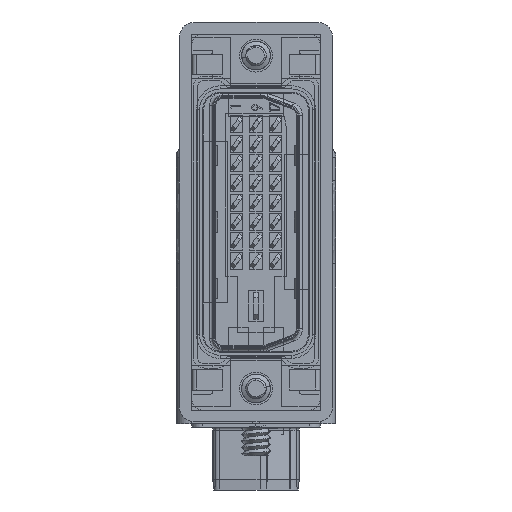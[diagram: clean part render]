
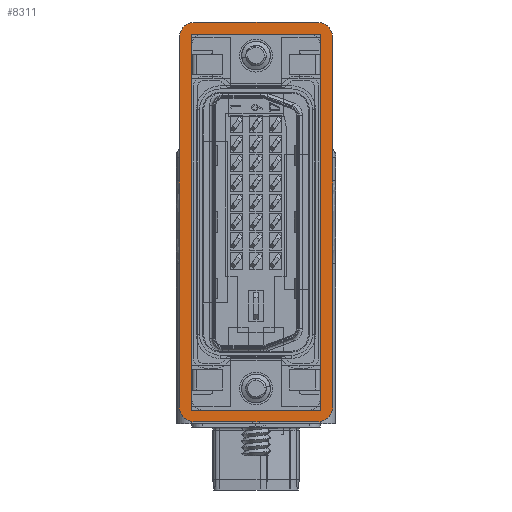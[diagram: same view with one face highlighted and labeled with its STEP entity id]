
A CAD part, left-side view. The second image highlights one B-rep face of the part: STEP entity #8311.
In plain terms, the highlighted face is planar.
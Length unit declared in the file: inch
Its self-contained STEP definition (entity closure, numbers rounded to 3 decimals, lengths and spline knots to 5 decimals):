
#871 = EDGE_LOOP ( 'NONE', ( #89327, #89479, #89476, #89570 ) ) ;
#925 = EDGE_LOOP ( 'NONE', ( #89420, #89574, #89289, #89572, #89411, #89430, #89481, #89355 ) ) ;
#8311 = ADVANCED_FACE ( 'NONE', ( #42241, #42237 ), #47806, .T. ) ;
#13083 = EDGE_CURVE ( 'NONE', #41394, #41381, #63320, .T. ) ;
#13095 = EDGE_CURVE ( 'NONE', #41379, #41401, #63334, .T. ) ;
#13102 = EDGE_CURVE ( 'NONE', #41397, #41391, #63340, .T. ) ;
#13110 = EDGE_CURVE ( 'NONE', #41391, #41399, #63350, .T. ) ;
#13123 = EDGE_CURVE ( 'NONE', #41399, #41411, #63361, .T. ) ;
#13128 = EDGE_CURVE ( 'NONE', #41411, #41406, #63365, .T. ) ;
#13142 = EDGE_CURVE ( 'NONE', #41406, #41420, #63376, .T. ) ;
#13146 = EDGE_CURVE ( 'NONE', #41420, #41422, #63380, .T. ) ;
#13158 = EDGE_CURVE ( 'NONE', #41422, #41417, #63383, .T. ) ;
#13162 = EDGE_CURVE ( 'NONE', #41417, #41397, #63391, .T. ) ;
#13321 = EDGE_CURVE ( 'NONE', #41401, #41394, #63546, .T. ) ;
#13351 = EDGE_CURVE ( 'NONE', #41381, #41379, #63572, .T. ) ;
#37959 = AXIS2_PLACEMENT_3D ( 'NONE', #47804, #47798, #47808 ) ;
#38475 = AXIS2_PLACEMENT_3D ( 'NONE', #62877, #62878, #62879 ) ;
#38477 = AXIS2_PLACEMENT_3D ( 'NONE', #62894, #62895, #62896 ) ;
#38479 = AXIS2_PLACEMENT_3D ( 'NONE', #62911, #62912, #62913 ) ;
#38481 = AXIS2_PLACEMENT_3D ( 'NONE', #62928, #62929, #62930 ) ;
#41379 = VERTEX_POINT ( 'NONE', #96137 ) ;
#41381 = VERTEX_POINT ( 'NONE', #96139 ) ;
#41391 = VERTEX_POINT ( 'NONE', #96165 ) ;
#41394 = VERTEX_POINT ( 'NONE', #96171 ) ;
#41397 = VERTEX_POINT ( 'NONE', #96174 ) ;
#41399 = VERTEX_POINT ( 'NONE', #96181 ) ;
#41401 = VERTEX_POINT ( 'NONE', #96184 ) ;
#41406 = VERTEX_POINT ( 'NONE', #96188 ) ;
#41411 = VERTEX_POINT ( 'NONE', #96196 ) ;
#41417 = VERTEX_POINT ( 'NONE', #96214 ) ;
#41420 = VERTEX_POINT ( 'NONE', #96227 ) ;
#41422 = VERTEX_POINT ( 'NONE', #96232 ) ;
#42237 = FACE_BOUND ( 'NONE', #871, .T. ) ;
#42241 = FACE_OUTER_BOUND ( 'NONE', #925, .T. ) ;
#47798 = DIRECTION ( 'NONE',  ( 0., 0., -1. ) ) ;
#47804 = CARTESIAN_POINT ( 'NONE',  ( 0.76772, -0.29528, 0. ) ) ;
#47806 = PLANE ( 'NONE',  #37959 ) ;
#47808 = DIRECTION ( 'NONE',  ( -1., 0., 0. ) ) ;
#62847 = CARTESIAN_POINT ( 'NONE',  ( 0.72244, -0.29528, 0. ) ) ;
#62849 = DIRECTION ( 'NONE',  ( 0., 1., 0. ) ) ;
#62859 = CARTESIAN_POINT ( 'NONE',  ( -0.72244, -0.29528, 0. ) ) ;
#62860 = DIRECTION ( 'NONE',  ( 0., -1., 0. ) ) ;
#62862 = CARTESIAN_POINT ( 'NONE',  ( 0.76772, 0.29528, 0. ) ) ;
#62868 = DIRECTION ( 'NONE',  ( 1., 0., 0. ) ) ;
#62877 = CARTESIAN_POINT ( 'NONE',  ( 0.70866, 0.23622, 0. ) ) ;
#62878 = DIRECTION ( 'NONE',  ( 0., 0., -1. ) ) ;
#62879 = DIRECTION ( 'NONE',  ( -1., 0., 0. ) ) ;
#62888 = CARTESIAN_POINT ( 'NONE',  ( 0.76772, -0.29528, 0. ) ) ;
#62889 = DIRECTION ( 'NONE',  ( 0., -1., 0. ) ) ;
#62894 = CARTESIAN_POINT ( 'NONE',  ( 0.70866, -0.23622, 0. ) ) ;
#62895 = DIRECTION ( 'NONE',  ( 0., 0., -1. ) ) ;
#62896 = DIRECTION ( 'NONE',  ( -1., 0., 0. ) ) ;
#62905 = CARTESIAN_POINT ( 'NONE',  ( 0.76772, -0.29528, 0. ) ) ;
#62906 = DIRECTION ( 'NONE',  ( -1., 0., 0. ) ) ;
#62909 = CARTESIAN_POINT ( 'NONE',  ( -0.76772, -0.29528, 0. ) ) ;
#62911 = CARTESIAN_POINT ( 'NONE',  ( -0.70866, -0.23622, 0. ) ) ;
#62912 = DIRECTION ( 'NONE',  ( 0., 0., -1. ) ) ;
#62913 = DIRECTION ( 'NONE',  ( -1., 0., 0. ) ) ;
#62922 = DIRECTION ( 'NONE',  ( 0., 1., 0. ) ) ;
#62928 = CARTESIAN_POINT ( 'NONE',  ( -0.70866, 0.23622, 0. ) ) ;
#62929 = DIRECTION ( 'NONE',  ( 0., 0., -1. ) ) ;
#62930 = DIRECTION ( 'NONE',  ( -1., 0., 0. ) ) ;
#63111 = CARTESIAN_POINT ( 'NONE',  ( 0.76772, -0.24803, 0. ) ) ;
#63112 = DIRECTION ( 'NONE',  ( 1., 0., 0. ) ) ;
#63133 = CARTESIAN_POINT ( 'NONE',  ( 0.27559, 0.24803, 0. ) ) ;
#63147 = DIRECTION ( 'NONE',  ( -1., 0., 0. ) ) ;
#63320 = LINE ( 'NONE', #62847, #63324 ) ;
#63324 = VECTOR ( 'NONE', #62849, 39.37008 ) ;
#63334 = LINE ( 'NONE', #62859, #63337 ) ;
#63337 = VECTOR ( 'NONE', #62860, 39.37008 ) ;
#63340 = LINE ( 'NONE', #62862, #63345 ) ;
#63345 = VECTOR ( 'NONE', #62868, 39.37008 ) ;
#63350 = CIRCLE ( 'NONE', #38475, 0.05906 ) ;
#63361 = LINE ( 'NONE', #62888, #63364 ) ;
#63364 = VECTOR ( 'NONE', #62889, 39.37008 ) ;
#63365 = CIRCLE ( 'NONE', #38477, 0.05906 ) ;
#63376 = LINE ( 'NONE', #62905, #63379 ) ;
#63379 = VECTOR ( 'NONE', #62906, 39.37008 ) ;
#63380 = CIRCLE ( 'NONE', #38479, 0.05906 ) ;
#63383 = LINE ( 'NONE', #62909, #63394 ) ;
#63391 = CIRCLE ( 'NONE', #38481, 0.05906 ) ;
#63394 = VECTOR ( 'NONE', #62922, 39.37008 ) ;
#63546 = LINE ( 'NONE', #63111, #63549 ) ;
#63549 = VECTOR ( 'NONE', #63112, 39.37008 ) ;
#63572 = LINE ( 'NONE', #63133, #63585 ) ;
#63585 = VECTOR ( 'NONE', #63147, 39.37008 ) ;
#89289 = ORIENTED_EDGE ( 'NONE', *, *, #13102, .T. ) ;
#89327 = ORIENTED_EDGE ( 'NONE', *, *, #13095, .T. ) ;
#89355 = ORIENTED_EDGE ( 'NONE', *, *, #13146, .T. ) ;
#89411 = ORIENTED_EDGE ( 'NONE', *, *, #13123, .T. ) ;
#89420 = ORIENTED_EDGE ( 'NONE', *, *, #13158, .T. ) ;
#89430 = ORIENTED_EDGE ( 'NONE', *, *, #13128, .T. ) ;
#89476 = ORIENTED_EDGE ( 'NONE', *, *, #13083, .T. ) ;
#89479 = ORIENTED_EDGE ( 'NONE', *, *, #13321, .T. ) ;
#89481 = ORIENTED_EDGE ( 'NONE', *, *, #13142, .T. ) ;
#89570 = ORIENTED_EDGE ( 'NONE', *, *, #13351, .T. ) ;
#89572 = ORIENTED_EDGE ( 'NONE', *, *, #13110, .T. ) ;
#89574 = ORIENTED_EDGE ( 'NONE', *, *, #13162, .T. ) ;
#96137 = CARTESIAN_POINT ( 'NONE',  ( -0.72244, 0.24803, 0. ) ) ;
#96139 = CARTESIAN_POINT ( 'NONE',  ( 0.72244, 0.24803, 0. ) ) ;
#96165 = CARTESIAN_POINT ( 'NONE',  ( 0.70866, 0.29528, 0. ) ) ;
#96171 = CARTESIAN_POINT ( 'NONE',  ( 0.72244, -0.24803, 0. ) ) ;
#96174 = CARTESIAN_POINT ( 'NONE',  ( -0.70866, 0.29528, 0. ) ) ;
#96181 = CARTESIAN_POINT ( 'NONE',  ( 0.76772, 0.23622, 0. ) ) ;
#96184 = CARTESIAN_POINT ( 'NONE',  ( -0.72244, -0.24803, 0. ) ) ;
#96188 = CARTESIAN_POINT ( 'NONE',  ( 0.70866, -0.29528, 0. ) ) ;
#96196 = CARTESIAN_POINT ( 'NONE',  ( 0.76772, -0.23622, 0. ) ) ;
#96214 = CARTESIAN_POINT ( 'NONE',  ( -0.76772, 0.23622, 0. ) ) ;
#96227 = CARTESIAN_POINT ( 'NONE',  ( -0.70866, -0.29528, 0. ) ) ;
#96232 = CARTESIAN_POINT ( 'NONE',  ( -0.76772, -0.23622, 0. ) ) ;
